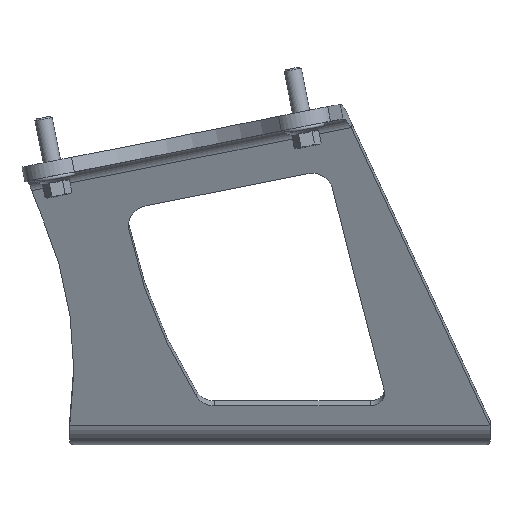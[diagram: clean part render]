
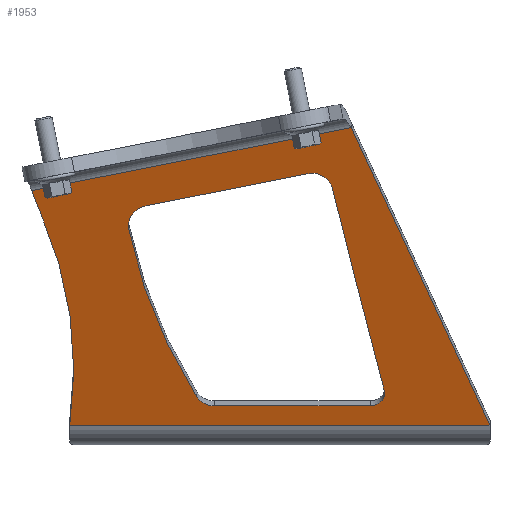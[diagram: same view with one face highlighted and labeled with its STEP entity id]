
A CAD part, left-side view. The second image highlights one B-rep face of the part: STEP entity #1953.
In plain terms, the highlighted planar face has unit normal (-0.94, 0, -0.342).
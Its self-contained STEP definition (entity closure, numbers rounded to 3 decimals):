
#112=(
BOUNDED_CURVE()
B_SPLINE_CURVE(5,(#3504,#3505,#3506,#3507,#3508,#3509,#3510,#3511,#3512,
#3513,#3514,#3515,#3516,#3517),.UNSPECIFIED.,.F.,.F.)
B_SPLINE_CURVE_WITH_KNOTS((6,1,1,1,1,1,1,1,1,6),(0.405,0.467,
0.533,0.6,0.667,0.733,0.8,0.867,
0.933,0.982),.UNSPECIFIED.)
CURVE()
GEOMETRIC_REPRESENTATION_ITEM()
RATIONAL_B_SPLINE_CURVE((1.,1.,1.,1.,1.,1.,1.,1.,1.,1.,1.,1.,1.,1.))
REPRESENTATION_ITEM('')
);
#114=(
BOUNDED_CURVE()
B_SPLINE_CURVE(5,(#3539,#3540,#3541,#3542,#3543,#3544),.UNSPECIFIED.,.F.,
 .F.)
B_SPLINE_CURVE_WITH_KNOTS((6,6),(0.994,1.),.UNSPECIFIED.)
CURVE()
GEOMETRIC_REPRESENTATION_ITEM()
RATIONAL_B_SPLINE_CURVE((1.,1.,1.,1.,1.,1.))
REPRESENTATION_ITEM('')
);
#177=FACE_BOUND('',#402,.T.);
#203=PLANE('',#2131);
#281=FACE_OUTER_BOUND('',#401,.T.);
#401=EDGE_LOOP('',(#1570,#1571,#1572,#1573,#1574));
#402=EDGE_LOOP('',(#1575,#1576,#1577,#1578,#1579,#1580,#1581,#1582,#1583,
#1584));
#498=LINE('',#3421,#628);
#505=LINE('',#3446,#635);
#509=LINE('',#3458,#639);
#528=LINE('',#3644,#658);
#531=LINE('',#3648,#661);
#536=LINE('',#3678,#666);
#628=VECTOR('',#2355,10.);
#635=VECTOR('',#2382,10.);
#639=VECTOR('',#2394,10.);
#658=VECTOR('',#2449,10.);
#661=VECTOR('',#2454,10.);
#666=VECTOR('',#2469,10.);
#746=CIRCLE('',#2080,7.);
#748=CIRCLE('',#2083,191.043);
#750=CIRCLE('',#2086,7.561);
#752=CIRCLE('',#2090,7.);
#754=CIRCLE('',#2094,5.);
#781=CIRCLE('',#2132,100.);
#782=CIRCLE('',#2133,147.008);
#890=VERTEX_POINT('',#3418);
#891=VERTEX_POINT('',#3420);
#893=VERTEX_POINT('',#3426);
#895=VERTEX_POINT('',#3432);
#897=VERTEX_POINT('',#3438);
#899=VERTEX_POINT('',#3444);
#901=VERTEX_POINT('',#3450);
#903=VERTEX_POINT('',#3456);
#905=VERTEX_POINT('',#3502);
#907=VERTEX_POINT('',#3537);
#920=VERTEX_POINT('',#3599);
#929=VERTEX_POINT('',#3640);
#931=VERTEX_POINT('',#3643);
#939=VERTEX_POINT('',#3677);
#966=VERTEX_POINT('',#3765);
#1102=EDGE_CURVE('',#891,#890,#498,.T.);
#1106=EDGE_CURVE('',#890,#893,#746,.T.);
#1109=EDGE_CURVE('',#893,#895,#748,.T.);
#1112=EDGE_CURVE('',#895,#897,#750,.T.);
#1115=EDGE_CURVE('',#897,#899,#505,.T.);
#1118=EDGE_CURVE('',#899,#901,#752,.T.);
#1121=EDGE_CURVE('',#901,#903,#509,.T.);
#1124=EDGE_CURVE('',#903,#905,#112,.T.);
#1127=EDGE_CURVE('',#905,#907,#114,.T.);
#1129=EDGE_CURVE('',#907,#891,#754,.T.);
#1158=EDGE_CURVE('',#931,#929,#528,.T.);
#1161=EDGE_CURVE('',#920,#929,#531,.T.);
#1171=EDGE_CURVE('',#931,#939,#536,.T.);
#1202=EDGE_CURVE('',#966,#920,#781,.T.);
#1203=EDGE_CURVE('',#966,#939,#782,.T.);
#1570=ORIENTED_EDGE('',*,*,#1161,.F.);
#1571=ORIENTED_EDGE('',*,*,#1202,.F.);
#1572=ORIENTED_EDGE('',*,*,#1203,.T.);
#1573=ORIENTED_EDGE('',*,*,#1171,.F.);
#1574=ORIENTED_EDGE('',*,*,#1158,.T.);
#1575=ORIENTED_EDGE('',*,*,#1102,.T.);
#1576=ORIENTED_EDGE('',*,*,#1106,.T.);
#1577=ORIENTED_EDGE('',*,*,#1109,.T.);
#1578=ORIENTED_EDGE('',*,*,#1112,.T.);
#1579=ORIENTED_EDGE('',*,*,#1115,.T.);
#1580=ORIENTED_EDGE('',*,*,#1118,.T.);
#1581=ORIENTED_EDGE('',*,*,#1121,.T.);
#1582=ORIENTED_EDGE('',*,*,#1124,.T.);
#1583=ORIENTED_EDGE('',*,*,#1127,.T.);
#1584=ORIENTED_EDGE('',*,*,#1129,.T.);
#1953=ADVANCED_FACE('',(#281,#177),#203,.F.);
#2080=AXIS2_PLACEMENT_3D('',#3428,#2362,#2363);
#2083=AXIS2_PLACEMENT_3D('',#3434,#2369,#2370);
#2086=AXIS2_PLACEMENT_3D('',#3440,#2376,#2377);
#2090=AXIS2_PLACEMENT_3D('',#3452,#2388,#2389);
#2094=AXIS2_PLACEMENT_3D('',#3547,#2401,#2402);
#2131=AXIS2_PLACEMENT_3D('',#3764,#2514,#2515);
#2132=AXIS2_PLACEMENT_3D('',#3766,#2516,#2517);
#2133=AXIS2_PLACEMENT_3D('',#3767,#2518,#2519);
#2355=DIRECTION('',(0.,1.,0.));
#2362=DIRECTION('center_axis',(0.94,0.,0.342));
#2363=DIRECTION('ref_axis',(0.342,0.,-0.94));
#2369=DIRECTION('center_axis',(0.94,0.,0.342));
#2370=DIRECTION('ref_axis',(0.174,0.861,-0.478));
#2376=DIRECTION('center_axis',(0.94,0.,0.342));
#2377=DIRECTION('ref_axis',(0.042,0.992,-0.115));
#2382=DIRECTION('',(-0.071,-0.979,0.194));
#2388=DIRECTION('center_axis',(0.94,0.,0.342));
#2389=DIRECTION('ref_axis',(-0.335,0.206,0.919));
#2394=DIRECTION('',(0.333,-0.23,-0.914));
#2401=DIRECTION('center_axis',(0.94,0.,0.342));
#2402=DIRECTION('ref_axis',(0.107,-0.949,-0.295));
#2449=DIRECTION('',(-0.313,0.401,0.861));
#2454=DIRECTION('',(-0.07,-0.979,0.194));
#2469=DIRECTION('',(0.,1.,0.));
#2514=DIRECTION('center_axis',(0.94,0.,0.342));
#2515=DIRECTION('ref_axis',(0.342,0.,-0.94));
#2516=DIRECTION('center_axis',(0.94,0.,0.342));
#2517=DIRECTION('ref_axis',(0.102,0.955,-0.279));
#2518=DIRECTION('center_axis',(0.94,0.,0.342));
#2519=DIRECTION('ref_axis',(-0.149,-0.9,0.41));
#3418=CARTESIAN_POINT('',(125.397,-20.018,-64.269));
#3420=CARTESIAN_POINT('',(125.397,-72.599,-64.269));
#3421=CARTESIAN_POINT('',(125.397,-26.621,-64.269));
#3426=CARTESIAN_POINT('',(124.222,-13.993,-61.041));
#3428=CARTESIAN_POINT('Origin',(123.003,-20.018,-57.691));
#3432=CARTESIAN_POINT('',(103.646,8.988,-4.508));
#3434=CARTESIAN_POINT('Origin',(90.951,-178.414,30.372));
#3438=CARTESIAN_POINT('',(100.798,3.043,3.318));
#3440=CARTESIAN_POINT('Origin',(103.329,1.484,-3.635));
#3444=CARTESIAN_POINT('',(96.861,-51.577,14.134));
#3446=CARTESIAN_POINT('',(97.774,-38.911,11.626));
#3450=CARTESIAN_POINT('',(98.652,-59.832,9.213));
#3452=CARTESIAN_POINT('Origin',(99.204,-53.021,7.697));
#3456=CARTESIAN_POINT('',(109.488,-67.335,-20.557));
#3458=CARTESIAN_POINT('',(108.43,-66.602,-17.651));
#3502=CARTESIAN_POINT('',(124.159,-77.435,-60.867));
#3504=CARTESIAN_POINT('Ctrl Pts',(109.488,-67.335,-20.557));
#3505=CARTESIAN_POINT('Ctrl Pts',(109.913,-67.574,-21.725));
#3506=CARTESIAN_POINT('Ctrl Pts',(110.806,-68.101,-24.178));
#3507=CARTESIAN_POINT('Ctrl Pts',(112.179,-68.981,-27.951));
#3508=CARTESIAN_POINT('Ctrl Pts',(114.029,-70.288,-33.036));
#3509=CARTESIAN_POINT('Ctrl Pts',(116.29,-72.02,-39.247));
#3510=CARTESIAN_POINT('Ctrl Pts',(118.436,-73.736,-45.143));
#3511=CARTESIAN_POINT('Ctrl Pts',(120.344,-75.265,-50.384));
#3512=CARTESIAN_POINT('Ctrl Pts',(121.934,-76.481,-54.753));
#3513=CARTESIAN_POINT('Ctrl Pts',(123.077,-77.238,-57.894));
#3514=CARTESIAN_POINT('Ctrl Pts',(123.693,-77.508,-59.587));
#3515=CARTESIAN_POINT('Ctrl Pts',(123.99,-77.529,-60.403));
#3516=CARTESIAN_POINT('Ctrl Pts',(124.117,-77.471,-60.751));
#3517=CARTESIAN_POINT('Ctrl Pts',(124.159,-77.435,-60.867));
#3537=CARTESIAN_POINT('',(124.225,-77.346,-61.047));
#3539=CARTESIAN_POINT('Ctrl Pts',(124.159,-77.435,-60.867));
#3540=CARTESIAN_POINT('Ctrl Pts',(124.172,-77.417,-60.903));
#3541=CARTESIAN_POINT('Ctrl Pts',(124.186,-77.4,-60.939));
#3542=CARTESIAN_POINT('Ctrl Pts',(124.199,-77.382,-60.975));
#3543=CARTESIAN_POINT('Ctrl Pts',(124.212,-77.364,-61.011));
#3544=CARTESIAN_POINT('Ctrl Pts',(124.225,-77.346,-61.047));
#3547=CARTESIAN_POINT('Origin',(123.687,-72.599,-59.57));
#3599=CARTESIAN_POINT('',(98.945,41.668,8.41));
#3640=CARTESIAN_POINT('',(91.182,-66.148,29.738));
#3643=CARTESIAN_POINT('',(127.793,-113.018,-70.852));
#3644=CARTESIAN_POINT('',(84.774,-57.945,47.342));
#3648=CARTESIAN_POINT('',(94.445,-20.82,20.771));
#3677=CARTESIAN_POINT('',(127.793,28.831,-70.852));
#3678=CARTESIAN_POINT('',(127.793,-16.612,-70.852));
#3764=CARTESIAN_POINT('Origin',(110.016,-33.224,-22.01));
#3765=CARTESIAN_POINT('',(101.555,38.837,1.239));
#3766=CARTESIAN_POINT('Origin',(88.363,-53.426,37.482));
#3767=CARTESIAN_POINT('Origin',(120.947,174.47,-52.043));
